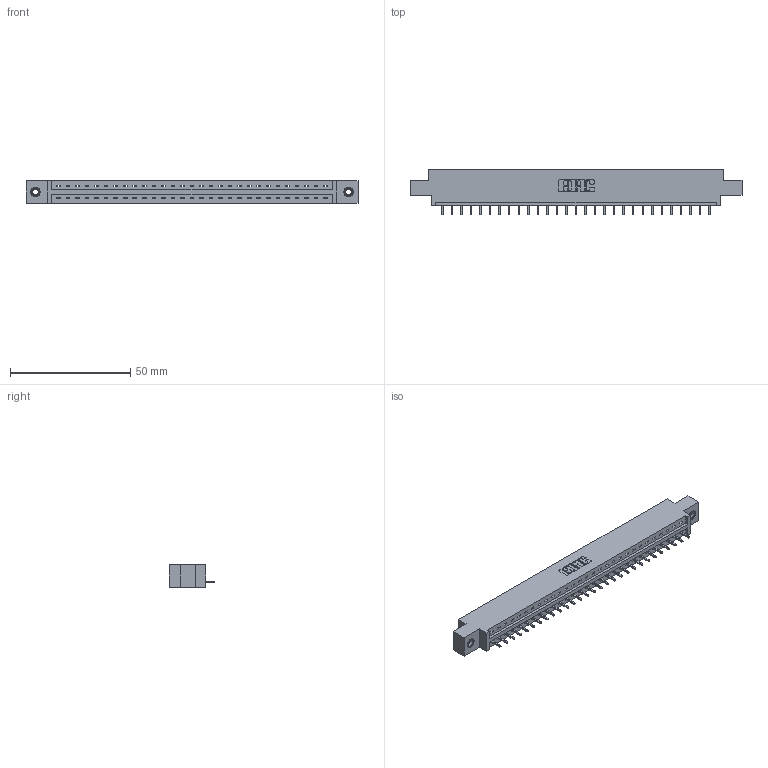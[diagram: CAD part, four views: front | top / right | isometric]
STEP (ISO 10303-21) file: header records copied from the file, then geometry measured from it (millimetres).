
FILE_DESCRIPTION (( 'STEP AP203' ), '1' );
FILE_NAME ('387-029-521-607.STEP', '2018-09-17T01:05:28', ( '' ), ( '' ), 'SwSTEP 2.0', 'SolidWorks 2016', '' );
FILE_SCHEMA (( 'CONFIG_CONTROL_DESIGN' ));
Length unit declared in the file: inch
Products named in the file (4): 387-029-521-607; 337 Part_0.170 Offset - 0.156 Dia-TI; 345-292-001_345-293-121; 345-250-001_345-250-005-103
Assembly tree (32 placements, depth 2):
  387-029-521-607
    337 Part_0.170 Offset - 0.156 Dia-TI
    345-292-001_345-293-121  x29
    345-250-001_345-250-005-103  x2
Bounding box: 137.92 x 19.06 x 9.4 mm (x, y, z)
Volume: 13958.5 mm3; surface area: 14139.5 mm2
Topology: 32 solids, 32 shells, 1976 faces, 5911 edges, 3894 vertices
Faces by surface type: plane 1440, cylinder 520, cone 12, torus 4
Entity records: 24574 total; most frequent: CARTESIAN_POINT 4260, ORIENTED_EDGE 4218, DIRECTION 3645, EDGE_CURVE 2109, VECTOR 1961, LINE 1961, VERTEX_POINT 1400, AXIS2_PLACEMENT_3D 842
